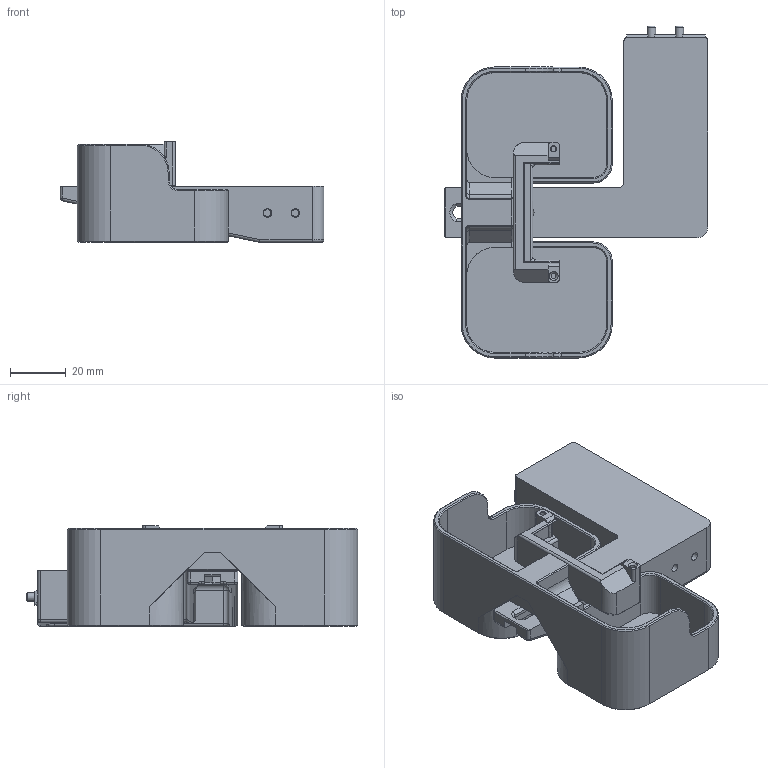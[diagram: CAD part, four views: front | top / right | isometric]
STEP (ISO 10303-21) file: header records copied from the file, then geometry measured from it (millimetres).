
FILE_DESCRIPTION(/* description */ (''),/* implementation_level */ '2;1');
FILE_NAME(/* name */ 'Decontaminator Trident.step',/* time_stamp */ '2021-11-12T04:56:13+08:00',/* author */ (''),/* organization */ (''),/* preprocessor_version */ 'ST-DEVELOPER v18.1',/* originating_system */ 'Autodesk Translation Framework v10.10.0.1391',/* authorisation */ '');
FILE_SCHEMA (('AUTOMOTIVE_DESIGN { 1 0 10303 214 3 1 1 }'));
Length unit declared in the file: millimetre
Products named in the file (10): Decontaminator Trident; extension_bracket_trident; extension_bracket(Mirror); hex nut style 1_am_B18.2.4.1M - Hex nut, Style 1,  M3 x 0.5 --D-N(Mir
ror); hex nut style 1_am_B18.2.4.1M - Hex nut, Style 1,  M3 x 0.5 --D-N(Mir
ror) (1); M3x8 SHCS (1)(Mirror); brush_holder_sheetstop_trident; Brush Holder Sheet Stop; purge_bucket_trident; 250mm
Assembly tree (10 placements, depth 3):
  Decontaminator Trident
    extension_bracket_trident
      extension_bracket(Mirror)
      hex nut style 1_am_B18.2.4.1M - Hex nut, Style 1,  M3 x 0.5 --D-N(Mir
ror)
      hex nut style 1_am_B18.2.4.1M - Hex nut, Style 1,  M3 x 0.5 --D-N(Mir
ror) (1)
      M3x8 SHCS (1)(Mirror)  x2
    brush_holder_sheetstop_trident
      Brush Holder Sheet Stop
    purge_bucket_trident
      250mm
Bounding box: 94.3 x 118.68 x 36.01 mm (x, y, z)
Volume: 60437.4 mm3; surface area: 45943.9 mm2
Topology: 7 solids, 7 shells, 450 faces, 1092 edges, 660 vertices
Faces by surface type: plane 209, cylinder 121, cone 90, bspline 13, sphere 9, torus 8
Full cylindrical faces by diameter (mm): 1.8 x2, 2.5 x2, 3 x6, 3.5 x4, 5.5 x2, 6 x2, 6.2 x2
Entity records: 13587 total; most frequent: CARTESIAN_POINT 3180, DIRECTION 2194, ORIENTED_EDGE 2104, EDGE_CURVE 1052, AXIS2_PLACEMENT_3D 794, VERTEX_POINT 639, LINE 606, VECTOR 606
